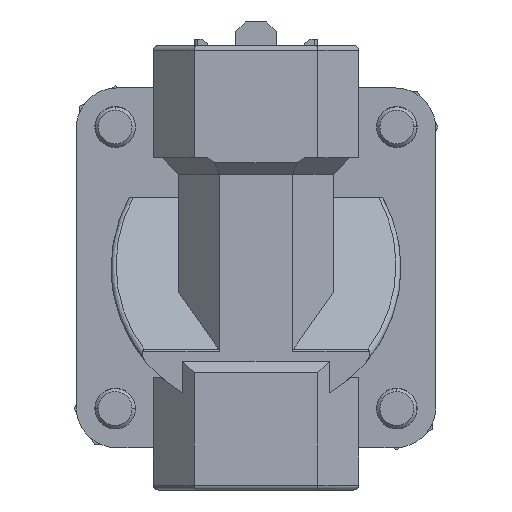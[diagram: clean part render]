
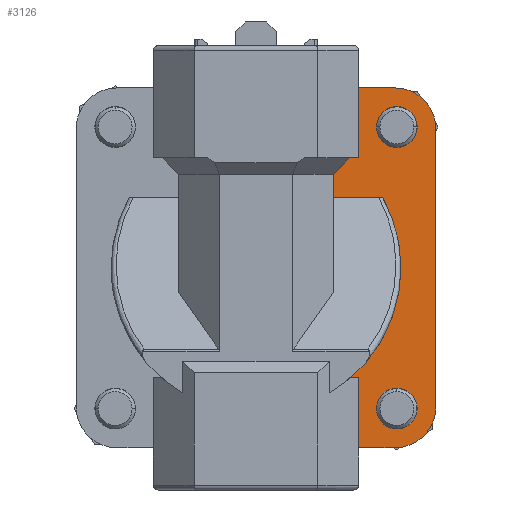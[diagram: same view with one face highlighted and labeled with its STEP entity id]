
A CAD part, front view. The second image highlights one B-rep face of the part: STEP entity #3126.
In plain terms, the highlighted planar face has unit normal (0, -1, 0).
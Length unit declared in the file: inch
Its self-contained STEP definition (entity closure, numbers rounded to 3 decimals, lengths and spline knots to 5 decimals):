
#22 = ORIENTED_EDGE ( 'NONE', *, *, #7359, .T. ) ;
#98 = ORIENTED_EDGE ( 'NONE', *, *, #6416, .F. ) ;
#241 = CARTESIAN_POINT ( 'NONE',  ( 0.855, 0.4975, 0.855 ) ) ;
#254 = VERTEX_POINT ( 'NONE', #2338 ) ;
#266 = EDGE_CURVE ( 'NONE', #8542, #11010, #6009, .T. ) ;
#267 = EDGE_CURVE ( 'NONE', #2344, #254, #5335, .T. ) ;
#313 = VECTOR ( 'NONE', #1995, 39.37008 ) ;
#401 = VECTOR ( 'NONE', #4667, 39.37008 ) ;
#580 = CARTESIAN_POINT ( 'NONE',  ( 0.475, 0.4975, 0.575 ) ) ;
#759 = CIRCLE ( 'NONE', #2216, 0.125 ) ;
#873 = LINE ( 'NONE', #5227, #8046 ) ;
#1012 = DIRECTION ( 'NONE',  ( 0., 1., 0. ) ) ;
#1031 = VERTEX_POINT ( 'NONE', #7066 ) ;
#1152 = CARTESIAN_POINT ( 'NONE',  ( 1.105, 0.4975, 0.855 ) ) ;
#1199 = FACE_BOUND ( 'NONE', #11158, .T. ) ;
#1236 = CARTESIAN_POINT ( 'NONE',  ( 0.63, 0.4975, 0.675 ) ) ;
#1320 = CARTESIAN_POINT ( 'NONE',  ( 0.63, 0.4975, -1.105 ) ) ;
#1409 = DIRECTION ( 'NONE',  ( 1., 0., 0. ) ) ;
#1461 = LINE ( 'NONE', #5710, #2006 ) ;
#1686 = ORIENTED_EDGE ( 'NONE', *, *, #266, .T. ) ;
#1732 = EDGE_CURVE ( 'NONE', #10182, #1031, #5613, .T. ) ;
#1899 = EDGE_CURVE ( 'NONE', #7748, #9134, #1461, .T. ) ;
#1995 = DIRECTION ( 'NONE',  ( 1., 0., 0. ) ) ;
#2006 = VECTOR ( 'NONE', #1409, 39.37008 ) ;
#2216 = AXIS2_PLACEMENT_3D ( 'NONE', #5901, #2511, #7669 ) ;
#2260 = ORIENTED_EDGE ( 'NONE', *, *, #1899, .T. ) ;
#2302 = ORIENTED_EDGE ( 'NONE', *, *, #4252, .F. ) ;
#2338 = CARTESIAN_POINT ( 'NONE',  ( 0.99, 0.4975, -0.865 ) ) ;
#2344 = VERTEX_POINT ( 'NONE', #8273 ) ;
#2511 = DIRECTION ( 'NONE',  ( 0., 1., 0. ) ) ;
#2521 = DIRECTION ( 'NONE',  ( 0., 0., -1. ) ) ;
#2609 = CIRCLE ( 'NONE', #4935, 0.89 ) ;
#2680 = VECTOR ( 'NONE', #4181, 39.37008 ) ;
#2802 = LINE ( 'NONE', #9629, #9294 ) ;
#2836 = CARTESIAN_POINT ( 'NONE',  ( 0.63, 0.4975, 0.675 ) ) ;
#2870 = VERTEX_POINT ( 'NONE', #3161 ) ;
#2908 = FACE_BOUND ( 'NONE', #4174, .T. ) ;
#2935 = VERTEX_POINT ( 'NONE', #11055 ) ;
#3027 = ORIENTED_EDGE ( 'NONE', *, *, #5325, .F. ) ;
#3060 = CARTESIAN_POINT ( 'NONE',  ( 0., 0.4975, 0. ) ) ;
#3126 = ADVANCED_FACE ( 'NONE', ( #2908, #1199, #8076 ), #4608, .F. ) ;
#3131 = CARTESIAN_POINT ( 'NONE',  ( 1.105, 0.4975, -0.855 ) ) ;
#3141 = CARTESIAN_POINT ( 'NONE',  ( 0.74, 0.4975, 0.865 ) ) ;
#3161 = CARTESIAN_POINT ( 'NONE',  ( 0.63, 0.4975, 1.105 ) ) ;
#3242 = VERTEX_POINT ( 'NONE', #1320 ) ;
#3304 = ORIENTED_EDGE ( 'NONE', *, *, #267, .T. ) ;
#3397 = EDGE_CURVE ( 'NONE', #2935, #3494, #3667, .T. ) ;
#3494 = VERTEX_POINT ( 'NONE', #3131 ) ;
#3606 = VERTEX_POINT ( 'NONE', #6982 ) ;
#3657 = CARTESIAN_POINT ( 'NONE',  ( 0.575, 0.4975, 0.675 ) ) ;
#3667 = CIRCLE ( 'NONE', #6368, 0.25 ) ;
#3713 = ORIENTED_EDGE ( 'NONE', *, *, #10050, .F. ) ;
#3981 = LINE ( 'NONE', #10874, #401 ) ;
#4022 = AXIS2_PLACEMENT_3D ( 'NONE', #241, #10586, #8880 ) ;
#4037 = CARTESIAN_POINT ( 'NONE',  ( 0.865, 0.4975, -0.865 ) ) ;
#4174 = EDGE_LOOP ( 'NONE', ( #3304, #10398 ) ) ;
#4181 = DIRECTION ( 'NONE',  ( -1., 0., 0. ) ) ;
#4236 = VERTEX_POINT ( 'NONE', #11015 ) ;
#4252 = EDGE_CURVE ( 'NONE', #3606, #9134, #2609, .T. ) ;
#4266 = ORIENTED_EDGE ( 'NONE', *, *, #10535, .T. ) ;
#4320 = ORIENTED_EDGE ( 'NONE', *, *, #7763, .T. ) ;
#4438 = CARTESIAN_POINT ( 'NONE',  ( 1.105, 0.4975, 1.105 ) ) ;
#4486 = DIRECTION ( 'NONE',  ( -1., 0., 0. ) ) ;
#4608 = PLANE ( 'NONE',  #10927 ) ;
#4667 = DIRECTION ( 'NONE',  ( 0., 0., -1. ) ) ;
#4810 = LINE ( 'NONE', #7323, #6930 ) ;
#4935 = AXIS2_PLACEMENT_3D ( 'NONE', #3060, #7313, #9931 ) ;
#5017 = ORIENTED_EDGE ( 'NONE', *, *, #5539, .F. ) ;
#5080 = AXIS2_PLACEMENT_3D ( 'NONE', #5533, #1012, #8967 ) ;
#5144 = AXIS2_PLACEMENT_3D ( 'NONE', #10624, #9881, #5320 ) ;
#5227 = CARTESIAN_POINT ( 'NONE',  ( 0.63, 0.4975, 1.365 ) ) ;
#5317 = CIRCLE ( 'NONE', #5144, 0.125 ) ;
#5320 = DIRECTION ( 'NONE',  ( -1., 0., 0. ) ) ;
#5325 = EDGE_CURVE ( 'NONE', #8542, #8950, #10723, .T. ) ;
#5332 = CARTESIAN_POINT ( 'NONE',  ( 0.855, 0.4975, -0.855 ) ) ;
#5335 = CIRCLE ( 'NONE', #9158, 0.125 ) ;
#5533 = CARTESIAN_POINT ( 'NONE',  ( 0.865, 0.4975, 0.865 ) ) ;
#5539 = EDGE_CURVE ( 'NONE', #2935, #3242, #9370, .T. ) ;
#5613 = CIRCLE ( 'NONE', #5080, 0.125 ) ;
#5710 = CARTESIAN_POINT ( 'NONE',  ( 0., 0.4975, 0.43 ) ) ;
#5901 = CARTESIAN_POINT ( 'NONE',  ( 0.865, 0.4975, -0.865 ) ) ;
#6009 = LINE ( 'NONE', #580, #8249 ) ;
#6212 = LINE ( 'NONE', #8794, #7312 ) ;
#6300 = DIRECTION ( 'NONE',  ( -1., 0., 0. ) ) ;
#6352 = DIRECTION ( 'NONE',  ( 0., 1., 0. ) ) ;
#6368 = AXIS2_PLACEMENT_3D ( 'NONE', #5332, #8820, #4486 ) ;
#6416 = EDGE_CURVE ( 'NONE', #2870, #7626, #7266, .T. ) ;
#6485 = CARTESIAN_POINT ( 'NONE',  ( 0.475, 0.4975, 0.575 ) ) ;
#6634 = DIRECTION ( 'NONE',  ( -1., 0., 0. ) ) ;
#6653 = ORIENTED_EDGE ( 'NONE', *, *, #10888, .F. ) ;
#6930 = VECTOR ( 'NONE', #8982, 39.37008 ) ;
#6982 = CARTESIAN_POINT ( 'NONE',  ( 0.58006, 0.4975, -0.675 ) ) ;
#7066 = CARTESIAN_POINT ( 'NONE',  ( 0.99, 0.4975, 0.865 ) ) ;
#7118 = CARTESIAN_POINT ( 'NONE',  ( 0., 0.4975, 0. ) ) ;
#7258 = ORIENTED_EDGE ( 'NONE', *, *, #10117, .T. ) ;
#7266 = LINE ( 'NONE', #4438, #313 ) ;
#7312 = VECTOR ( 'NONE', #8958, 39.37008 ) ;
#7313 = DIRECTION ( 'NONE',  ( 0., -1., 0. ) ) ;
#7323 = CARTESIAN_POINT ( 'NONE',  ( 0.63, 0.4975, 1.365 ) ) ;
#7359 = EDGE_CURVE ( 'NONE', #2870, #8950, #873, .T. ) ;
#7559 = DIRECTION ( 'NONE',  ( -0.707, 0., -0.707 ) ) ;
#7626 = VERTEX_POINT ( 'NONE', #9499 ) ;
#7669 = DIRECTION ( 'NONE',  ( -1., 0., 0. ) ) ;
#7748 = VERTEX_POINT ( 'NONE', #9771 ) ;
#7763 = EDGE_CURVE ( 'NONE', #1031, #10182, #5317, .T. ) ;
#8046 = VECTOR ( 'NONE', #2521, 39.37008 ) ;
#8076 = FACE_OUTER_BOUND ( 'NONE', #10880, .T. ) ;
#8249 = VECTOR ( 'NONE', #7559, 39.37008 ) ;
#8273 = CARTESIAN_POINT ( 'NONE',  ( 0.74, 0.4975, -0.865 ) ) ;
#8542 = VERTEX_POINT ( 'NONE', #3657 ) ;
#8645 = VERTEX_POINT ( 'NONE', #1152 ) ;
#8693 = EDGE_CURVE ( 'NONE', #8645, #3494, #3981, .T. ) ;
#8794 = CARTESIAN_POINT ( 'NONE',  ( 0.475, 0.4975, 0.675 ) ) ;
#8820 = DIRECTION ( 'NONE',  ( 0., -1., 0. ) ) ;
#8880 = DIRECTION ( 'NONE',  ( -1., 0., 0. ) ) ;
#8950 = VERTEX_POINT ( 'NONE', #1236 ) ;
#8958 = DIRECTION ( 'NONE',  ( 0., 0., 1. ) ) ;
#8965 = ORIENTED_EDGE ( 'NONE', *, *, #3397, .T. ) ;
#8967 = DIRECTION ( 'NONE',  ( -1., 0., 0. ) ) ;
#8982 = DIRECTION ( 'NONE',  ( 0., 0., -1. ) ) ;
#9134 = VERTEX_POINT ( 'NONE', #10222 ) ;
#9158 = AXIS2_PLACEMENT_3D ( 'NONE', #4037, #11083, #6634 ) ;
#9294 = VECTOR ( 'NONE', #6300, 39.37008 ) ;
#9370 = LINE ( 'NONE', #9546, #2680 ) ;
#9485 = CIRCLE ( 'NONE', #4022, 0.25 ) ;
#9499 = CARTESIAN_POINT ( 'NONE',  ( 0.855, 0.4975, 1.105 ) ) ;
#9546 = CARTESIAN_POINT ( 'NONE',  ( 1.105, 0.4975, -1.105 ) ) ;
#9616 = ORIENTED_EDGE ( 'NONE', *, *, #1732, .T. ) ;
#9629 = CARTESIAN_POINT ( 'NONE',  ( 0.63, 0.4975, -0.675 ) ) ;
#9771 = CARTESIAN_POINT ( 'NONE',  ( 0.475, 0.4975, 0.43 ) ) ;
#9881 = DIRECTION ( 'NONE',  ( 0., 1., 0. ) ) ;
#9931 = DIRECTION ( 'NONE',  ( 1., 0., 0. ) ) ;
#10040 = ORIENTED_EDGE ( 'NONE', *, *, #8693, .F. ) ;
#10050 = EDGE_CURVE ( 'NONE', #4236, #3606, #2802, .T. ) ;
#10117 = EDGE_CURVE ( 'NONE', #8645, #7626, #9485, .T. ) ;
#10182 = VERTEX_POINT ( 'NONE', #3141 ) ;
#10222 = CARTESIAN_POINT ( 'NONE',  ( 0.77923, 0.4975, 0.43 ) ) ;
#10278 = EDGE_CURVE ( 'NONE', #254, #2344, #759, .T. ) ;
#10398 = ORIENTED_EDGE ( 'NONE', *, *, #10278, .T. ) ;
#10535 = EDGE_CURVE ( 'NONE', #4236, #3242, #4810, .T. ) ;
#10586 = DIRECTION ( 'NONE',  ( 0., -1., 0. ) ) ;
#10607 = VECTOR ( 'NONE', #10672, 39.37008 ) ;
#10624 = CARTESIAN_POINT ( 'NONE',  ( 0.865, 0.4975, 0.865 ) ) ;
#10672 = DIRECTION ( 'NONE',  ( 1., 0., 0. ) ) ;
#10723 = LINE ( 'NONE', #2836, #10607 ) ;
#10808 = DIRECTION ( 'NONE',  ( -1., 0., 0. ) ) ;
#10874 = CARTESIAN_POINT ( 'NONE',  ( 1.105, 0.4975, 1.105 ) ) ;
#10880 = EDGE_LOOP ( 'NONE', ( #6653, #2260, #2302, #3713, #4266, #5017, #8965, #10040, #7258, #98, #22, #3027, #1686 ) ) ;
#10888 = EDGE_CURVE ( 'NONE', #7748, #11010, #6212, .T. ) ;
#10927 = AXIS2_PLACEMENT_3D ( 'NONE', #7118, #6352, #10808 ) ;
#11010 = VERTEX_POINT ( 'NONE', #6485 ) ;
#11015 = CARTESIAN_POINT ( 'NONE',  ( 0.63, 0.4975, -0.675 ) ) ;
#11055 = CARTESIAN_POINT ( 'NONE',  ( 0.855, 0.4975, -1.105 ) ) ;
#11083 = DIRECTION ( 'NONE',  ( 0., 1., 0. ) ) ;
#11158 = EDGE_LOOP ( 'NONE', ( #9616, #4320 ) ) ;
